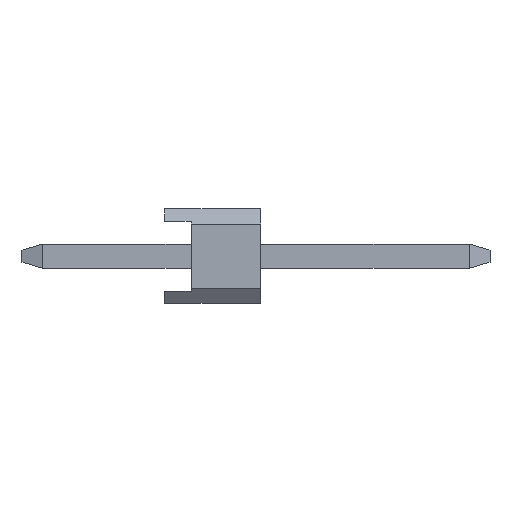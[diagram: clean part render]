
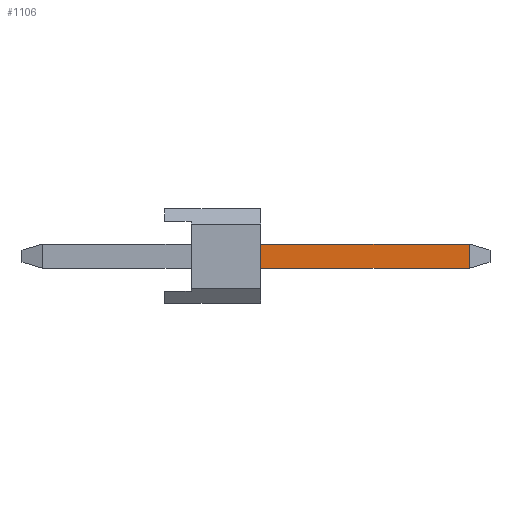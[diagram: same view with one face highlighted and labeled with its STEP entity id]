
A CAD part, left-side view. The second image highlights one B-rep face of the part: STEP entity #1106.
In plain terms, the highlighted planar face has unit normal (-1, 0, 0).
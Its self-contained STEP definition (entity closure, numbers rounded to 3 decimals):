
#1106=ADVANCED_FACE('',(#3262),#3263,.T.);
#1112=EDGE_CURVE('',#1786,#2746,#3269,.T.);
#1222=VERTEX_POINT('',#3390);
#1640=EDGE_CURVE('',#2746,#1222,#3847,.T.);
#1786=VERTEX_POINT('',#4009);
#1984=EDGE_CURVE('',#2138,#1786,#4225,.T.);
#2138=VERTEX_POINT('',#4408);
#2746=VERTEX_POINT('',#5078);
#2774=EDGE_CURVE('',#1222,#2138,#5108,.T.);
#3262=FACE_OUTER_BOUND('',#5631,.T.);
#3263=PLANE('',#5632);
#3269=LINE('',#5643,#5644);
#3390=CARTESIAN_POINT('',(-7.94,-8.074,-0.32));
#3847=LINE('',#6467,#6468);
#4009=CARTESIAN_POINT('',(-7.94,-2.54,0.32));
#4225=LINE('',#7033,#7034);
#4408=CARTESIAN_POINT('',(-7.94,-2.54,-0.32));
#5078=CARTESIAN_POINT('',(-7.94,-8.074,0.32));
#5108=LINE('',#8292,#8293);
#5631=EDGE_LOOP('',(#9054,#9055,#9056,#9057));
#5632=AXIS2_PLACEMENT_3D('',#9058,#9059,#9060);
#5643=CARTESIAN_POINT('',(-7.94,-2.42,0.32));
#5644=VECTOR('',#9063,1.0);
#6467=CARTESIAN_POINT('',(-7.94,-8.074,0.5));
#6468=VECTOR('',#9610,1.0);
#7033=CARTESIAN_POINT('',(-7.94,-2.54,0.252));
#7034=VECTOR('',#9986,1.0);
#8292=CARTESIAN_POINT('',(-7.94,3.234,-0.32));
#8293=VECTOR('',#10974,1.0);
#9054=ORIENTED_EDGE('',*,*,#1984,.F.);
#9055=ORIENTED_EDGE('',*,*,#2774,.F.);
#9056=ORIENTED_EDGE('',*,*,#1640,.F.);
#9057=ORIENTED_EDGE('',*,*,#1112,.F.);
#9058=CARTESIAN_POINT('',(-7.94,3.234,0.5));
#9059=DIRECTION('',(-1.0,0.,0.));
#9060=DIRECTION('',(0.,1.0,0.));
#9063=DIRECTION('',(0.,-1.0,0.));
#9610=DIRECTION('',(0.0,0.,-1.0));
#9986=DIRECTION('',(0.,0.,1.0));
#10974=DIRECTION('',(0.,1.0,0.));
